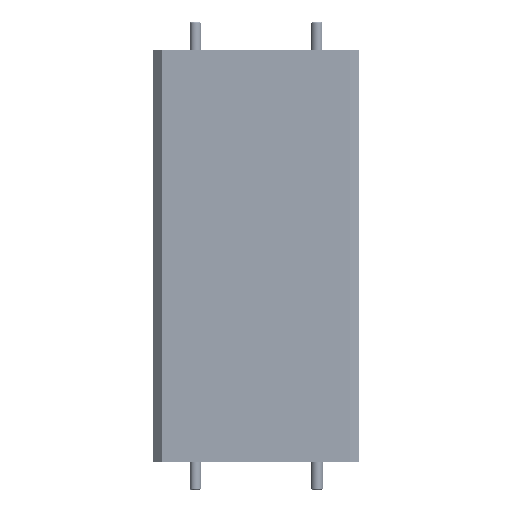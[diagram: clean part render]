
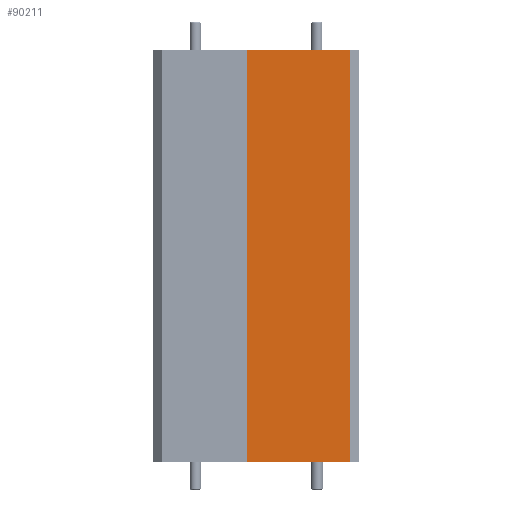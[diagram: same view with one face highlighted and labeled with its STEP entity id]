
A CAD part, left-side view. The second image highlights one B-rep face of the part: STEP entity #90211.
In plain terms, the highlighted planar face has unit normal (-1, 0, 0).
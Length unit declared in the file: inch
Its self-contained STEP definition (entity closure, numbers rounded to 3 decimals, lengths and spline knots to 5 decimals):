
#3109 = CARTESIAN_POINT ( 'NONE',  ( -1.5, 0.05, 1.125 ) ) ;
#5987 = LINE ( 'NONE', #242965, #70647 ) ;
#9559 = FACE_OUTER_BOUND ( 'NONE', #299018, .T. ) ;
#17591 = CARTESIAN_POINT ( 'NONE',  ( -1.5, 0.612, 1.125 ) ) ;
#21615 = CARTESIAN_POINT ( 'NONE',  ( -1.5, 0.612, 1.125 ) ) ;
#39711 = AXIS2_PLACEMENT_3D ( 'NONE', #21615, #151777, #44159 ) ;
#44159 = DIRECTION ( 'NONE',  ( 0., 0., -1. ) ) ;
#44651 = EDGE_CURVE ( 'NONE', #279991, #206502, #302797, .T. ) ;
#70647 = VECTOR ( 'NONE', #266674, 39.37008 ) ;
#72707 = VERTEX_POINT ( 'NONE', #3109 ) ;
#76416 = ORIENTED_EDGE ( 'NONE', *, *, #186080, .F. ) ;
#90211 = ADVANCED_FACE ( 'NONE', ( #9559 ), #328346, .F. ) ;
#91817 = DIRECTION ( 'NONE',  ( 0., 0., 1. ) ) ;
#100686 = VECTOR ( 'NONE', #91817, 39.37008 ) ;
#114653 = EDGE_CURVE ( 'NONE', #206502, #72707, #145433, .T. ) ;
#118795 = EDGE_CURVE ( 'NONE', #279991, #187125, #250182, .T. ) ;
#131008 = CARTESIAN_POINT ( 'NONE',  ( -1.5, 0.05, -1.125 ) ) ;
#132123 = CARTESIAN_POINT ( 'NONE',  ( -1.5, 0.612, -1.125 ) ) ;
#132184 = DIRECTION ( 'NONE',  ( 0., -1., 0. ) ) ;
#134137 = ORIENTED_EDGE ( 'NONE', *, *, #44651, .T. ) ;
#138010 = CARTESIAN_POINT ( 'NONE',  ( -1.5, 0.612, 1.125 ) ) ;
#145433 = LINE ( 'NONE', #218840, #100686 ) ;
#151777 = DIRECTION ( 'NONE',  ( 1., 0., 0. ) ) ;
#186080 = EDGE_CURVE ( 'NONE', #187125, #72707, #5987, .T. ) ;
#187125 = VERTEX_POINT ( 'NONE', #138010 ) ;
#187598 = ORIENTED_EDGE ( 'NONE', *, *, #118795, .F. ) ;
#205503 = VECTOR ( 'NONE', #132184, 39.37008 ) ;
#206502 = VERTEX_POINT ( 'NONE', #131008 ) ;
#218840 = CARTESIAN_POINT ( 'NONE',  ( -1.5, 0.05, 1.125 ) ) ;
#223659 = DIRECTION ( 'NONE',  ( 0., 0., 1. ) ) ;
#242109 = VECTOR ( 'NONE', #223659, 39.37008 ) ;
#242965 = CARTESIAN_POINT ( 'NONE',  ( -1.5, 0.612, 1.125 ) ) ;
#250182 = LINE ( 'NONE', #17591, #242109 ) ;
#266674 = DIRECTION ( 'NONE',  ( 0., -1., 0. ) ) ;
#272733 = ORIENTED_EDGE ( 'NONE', *, *, #114653, .T. ) ;
#279991 = VERTEX_POINT ( 'NONE', #132123 ) ;
#287136 = CARTESIAN_POINT ( 'NONE',  ( -1.5, 0.612, -1.125 ) ) ;
#299018 = EDGE_LOOP ( 'NONE', ( #134137, #272733, #76416, #187598 ) ) ;
#302797 = LINE ( 'NONE', #287136, #205503 ) ;
#328346 = PLANE ( 'NONE',  #39711 ) ;
